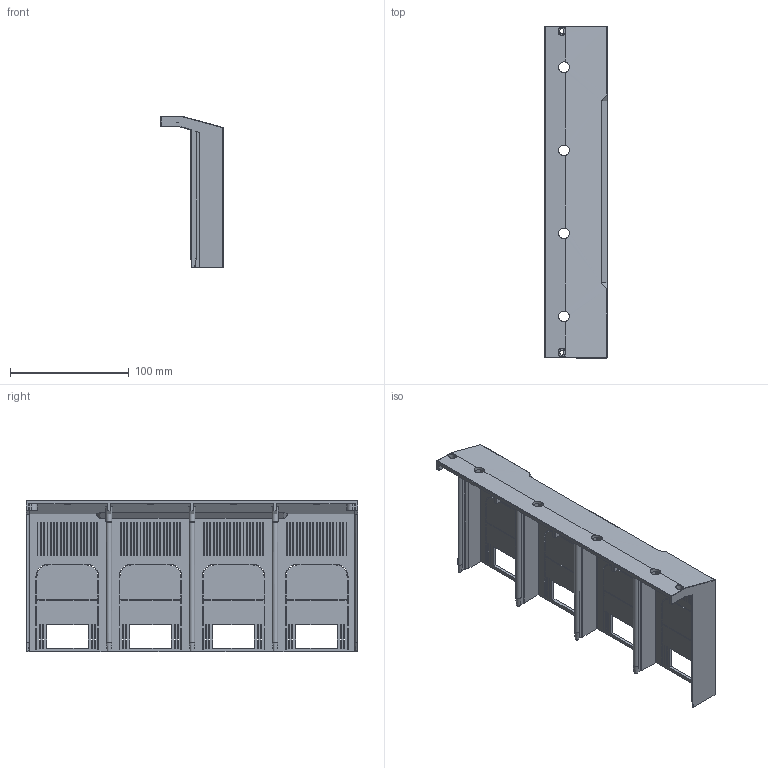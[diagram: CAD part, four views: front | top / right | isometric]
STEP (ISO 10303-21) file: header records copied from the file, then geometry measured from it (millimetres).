
FILE_DESCRIPTION(/* description */ (''),/* implementation_level */ '2;1');
FILE_NAME(/* name */ 'FILE_STP_CAD_DRAWING_3D_P5X843S_prt.stp',/* time_stamp */ '2025-07-28T15:37:48+02:00',/* author */ (''),/* organization */ (''),/* preprocessor_version */ 'ST-DEVELOPER v20',/* originating_system */ 'SIEMENS PLM Software NX2406.8500',/* authorisation */ '');
FILE_SCHEMA (('AUTOMOTIVE_DESIGN { 1 0 10303 214 3 1 1 1 }'));
Length unit declared in the file: millimetre
Products named in the file (1): 3D_P5X843S
Bounding box: 52.5 x 279.6 x 127.8 mm (x, y, z)
Volume: 145025.8 mm3; surface area: 135855.2 mm2
Topology: 1 solids, 1 shells, 951 faces, 2837 edges, 1833 vertices
Faces by surface type: plane 678, cylinder 177, bspline 42, sphere 34, torus 12, cone 8
Entity records: 34770 total; most frequent: CARTESIAN_POINT 9115, ORIENTED_EDGE 5674, DIRECTION 4690, EDGE_CURVE 2837, LINE 2312, VECTOR 2312, VERTEX_POINT 1832, EDGE_LOOP 1195
